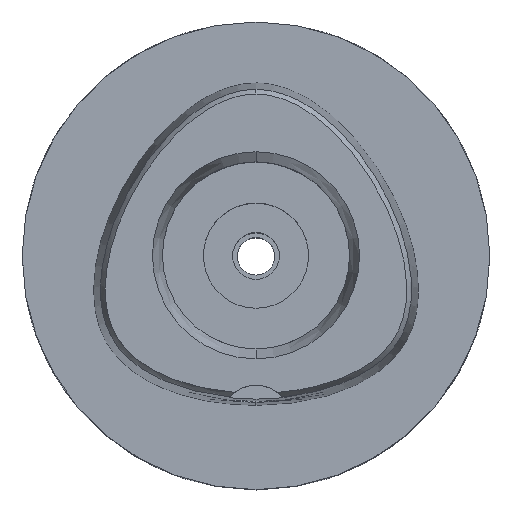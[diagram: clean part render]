
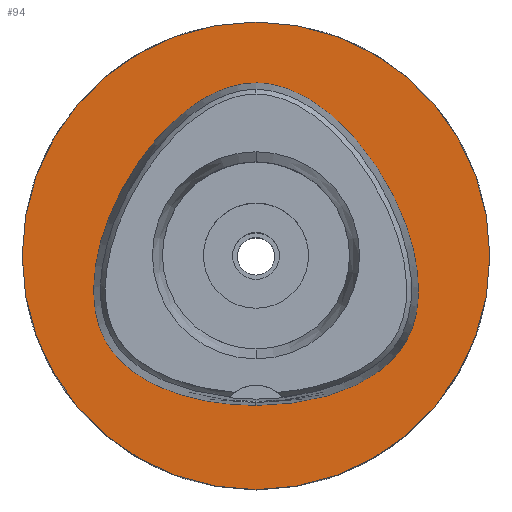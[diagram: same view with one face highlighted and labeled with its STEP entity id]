
A CAD part, top view. The second image highlights one B-rep face of the part: STEP entity #94.
In plain terms, the highlighted planar face has unit normal (0, 0, 1).
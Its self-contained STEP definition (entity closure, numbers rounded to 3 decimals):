
#72 = VERTEX_POINT ( 'NONE', #533 ) ;
#92 = B_SPLINE_CURVE_WITH_KNOTS ( 'NONE', 3,
 ( #3425, #717, #3475, #3071, #4635, #5051, #3152, #359, #4661, #2687, #5027, #4610, #5000, #1089, #386, #1461, #2350, #3045, #3868, #692, #1170, #3838, #5080, #1903, #278 ),
 .UNSPECIFIED., .F., .F.,
 ( 4, 1, 1, 1, 1, 1, 1, 1, 1, 1, 1, 1, 1, 1, 1, 1, 1, 1, 1, 1, 1, 1, 4 ),
 ( 0., 0.042, 0.083, 0.125, 0.167, 0.25, 0.333, 0.417, 0.458, 0.5, 0.542, 0.583, 0.625, 0.646, 0.667, 0.688, 0.708, 0.75, 0.792, 0.833, 0.875, 0.917, 1. ),
 .UNSPECIFIED. ) ;
#94 = ADVANCED_FACE ( 'NONE', ( #2259, #4889 ), #483, .F. ) ;
#168 = CARTESIAN_POINT ( 'NONE',  ( 1.05, 29.575, 0. ) ) ;
#176 = DIRECTION ( 'NONE',  ( 0., 0., -1. ) ) ;
#278 = CARTESIAN_POINT ( 'NONE',  ( 0., -25.575, 0. ) ) ;
#356 = EDGE_CURVE ( 'NONE', #712, #72, #92, .T. ) ;
#359 = CARTESIAN_POINT ( 'NONE',  ( -22.339, 12.897, 0. ) ) ;
#386 = CARTESIAN_POINT ( 'NONE',  ( -26.349, -13.395, 0. ) ) ;
#483 = PLANE ( 'NONE',  #2190 ) ;
#533 = CARTESIAN_POINT ( 'NONE',  ( 0., -25.575, 0. ) ) ;
#557 = CARTESIAN_POINT ( 'NONE',  ( 22.339, 12.897, 0. ) ) ;
#646 = EDGE_LOOP ( 'NONE', ( #3183, #3051 ) ) ;
#689 = CARTESIAN_POINT ( 'NONE',  ( 0., 29.575, 0. ) ) ;
#692 = CARTESIAN_POINT ( 'NONE',  ( -18.55, -21.454, 0. ) ) ;
#712 = VERTEX_POINT ( 'NONE', #689 ) ;
#717 = CARTESIAN_POINT ( 'NONE',  ( -1.05, 29.575, 0. ) ) ;
#748 = EDGE_CURVE ( 'NONE', #72, #712, #3134, .T. ) ;
#796 = CARTESIAN_POINT ( 'NONE',  ( 0., -25.575, 0. ) ) ;
#838 = CIRCLE ( 'NONE', #3739, 40. ) ;
#894 = CARTESIAN_POINT ( 'NONE',  ( 26.349, -13.395, 0. ) ) ;
#968 = CARTESIAN_POINT ( 'NONE',  ( 3.149, 29.34, 0. ) ) ;
#1089 = CARTESIAN_POINT ( 'NONE',  ( -27.101, -11.411, 0. ) ) ;
#1170 = CARTESIAN_POINT ( 'NONE',  ( -15.298, -22.965, 0. ) ) ;
#1296 = AXIS2_PLACEMENT_3D ( 'NONE', #4535, #176, #1848 ) ;
#1298 = EDGE_CURVE ( 'NONE', #4826, #2456, #838, .T. ) ;
#1314 = CARTESIAN_POINT ( 'NONE',  ( 17.753, 19.522, 0. ) ) ;
#1422 = DIRECTION ( 'NONE',  ( 0., 0., -1. ) ) ;
#1461 = CARTESIAN_POINT ( 'NONE',  ( -25.638, -14.802, 0. ) ) ;
#1476 = DIRECTION ( 'NONE',  ( 0., -1., 0. ) ) ;
#1648 = CARTESIAN_POINT ( 'NONE',  ( 15.298, -22.965, 0. ) ) ;
#1741 = CARTESIAN_POINT ( 'NONE',  ( 24.775, -16.122, 0. ) ) ;
#1765 = CARTESIAN_POINT ( 'NONE',  ( 26.772, 1.9, 0. ) ) ;
#1848 = DIRECTION ( 'NONE',  ( 0., -1., 0. ) ) ;
#1903 = CARTESIAN_POINT ( 'NONE',  ( -2.677, -25.575, 0. ) ) ;
#2102 = DIRECTION ( 'NONE',  ( 0., 0., -1. ) ) ;
#2190 = AXIS2_PLACEMENT_3D ( 'NONE', #4427, #2102, #1476 ) ;
#2259 = FACE_OUTER_BOUND ( 'NONE', #646, .T. ) ;
#2285 = CARTESIAN_POINT ( 'NONE',  ( 0., 0., 0. ) ) ;
#2350 = CARTESIAN_POINT ( 'NONE',  ( -24.775, -16.122, 0. ) ) ;
#2399 = CARTESIAN_POINT ( 'NONE',  ( 6.692, -25.245, 0. ) ) ;
#2456 = VERTEX_POINT ( 'NONE', #2688 ) ;
#2495 = CARTESIAN_POINT ( 'NONE',  ( 27.684, -8.752, 0. ) ) ;
#2572 = CARTESIAN_POINT ( 'NONE',  ( 13.218, 24.044, 0. ) ) ;
#2687 = CARTESIAN_POINT ( 'NONE',  ( -26.772, 1.9, 0. ) ) ;
#2688 = CARTESIAN_POINT ( 'NONE',  ( 0., -40., 0. ) ) ;
#2810 = CARTESIAN_POINT ( 'NONE',  ( 11.74, -24.136, 0. ) ) ;
#2834 = CARTESIAN_POINT ( 'NONE',  ( 2.677, -25.575, 0. ) ) ;
#3045 = CARTESIAN_POINT ( 'NONE',  ( -23.433, -17.764, 0. ) ) ;
#3051 = ORIENTED_EDGE ( 'NONE', *, *, #4613, .F. ) ;
#3071 = CARTESIAN_POINT ( 'NONE',  ( -6.262, 28.351, 0. ) ) ;
#3134 = B_SPLINE_CURVE_WITH_KNOTS ( 'NONE', 3,
 ( #796, #2834, #2399, #2810, #1648, #3226, #4014, #3630, #1741, #4525, #894, #4938, #2495, #4139, #3722, #1765, #3698, #557, #1314, #2572, #3775, #4912, #968, #168, #3312 ),
 .UNSPECIFIED., .F., .F.,
 ( 4, 1, 1, 1, 1, 1, 1, 1, 1, 1, 1, 1, 1, 1, 1, 1, 1, 1, 1, 1, 1, 1, 4 ),
 ( 0., 0.083, 0.125, 0.167, 0.208, 0.25, 0.292, 0.313, 0.333, 0.354, 0.375, 0.417, 0.458, 0.5, 0.542, 0.583, 0.667, 0.75, 0.833, 0.875, 0.917, 0.958, 1. ),
 .UNSPECIFIED. ) ;
#3152 = CARTESIAN_POINT ( 'NONE',  ( -17.753, 19.522, 0. ) ) ;
#3183 = ORIENTED_EDGE ( 'NONE', *, *, #1298, .F. ) ;
#3226 = CARTESIAN_POINT ( 'NONE',  ( 18.55, -21.454, 0. ) ) ;
#3303 = EDGE_LOOP ( 'NONE', ( #3628, #3697 ) ) ;
#3312 = CARTESIAN_POINT ( 'NONE',  ( 0., 29.575, 0. ) ) ;
#3355 = CARTESIAN_POINT ( 'NONE',  ( 0., 40., 0. ) ) ;
#3425 = CARTESIAN_POINT ( 'NONE',  ( 0., 29.575, 0. ) ) ;
#3475 = CARTESIAN_POINT ( 'NONE',  ( -3.149, 29.34, 0. ) ) ;
#3628 = ORIENTED_EDGE ( 'NONE', *, *, #356, .F. ) ;
#3630 = CARTESIAN_POINT ( 'NONE',  ( 23.433, -17.764, 0. ) ) ;
#3697 = ORIENTED_EDGE ( 'NONE', *, *, #748, .F. ) ;
#3698 = CARTESIAN_POINT ( 'NONE',  ( 25.209, 6.827, 0. ) ) ;
#3722 = CARTESIAN_POINT ( 'NONE',  ( 27.537, -1.766, 0. ) ) ;
#3739 = AXIS2_PLACEMENT_3D ( 'NONE', #2285, #1422, #4601 ) ;
#3775 = CARTESIAN_POINT ( 'NONE',  ( 9.305, 26.792, 0. ) ) ;
#3838 = CARTESIAN_POINT ( 'NONE',  ( -11.74, -24.136, 0. ) ) ;
#3868 = CARTESIAN_POINT ( 'NONE',  ( -21.421, -19.599, 0. ) ) ;
#4014 = CARTESIAN_POINT ( 'NONE',  ( 21.421, -19.599, 0. ) ) ;
#4139 = CARTESIAN_POINT ( 'NONE',  ( 27.855, -5.338, 0. ) ) ;
#4361 = CIRCLE ( 'NONE', #1296, 40. ) ;
#4427 = CARTESIAN_POINT ( 'NONE',  ( 0., 0., 0. ) ) ;
#4525 = CARTESIAN_POINT ( 'NONE',  ( 25.638, -14.802, 0. ) ) ;
#4535 = CARTESIAN_POINT ( 'NONE',  ( 0., 0., 0. ) ) ;
#4601 = DIRECTION ( 'NONE',  ( 0., 1., 0. ) ) ;
#4610 = CARTESIAN_POINT ( 'NONE',  ( -27.855, -5.338, 0. ) ) ;
#4613 = EDGE_CURVE ( 'NONE', #2456, #4826, #4361, .T. ) ;
#4635 = CARTESIAN_POINT ( 'NONE',  ( -9.305, 26.792, 0. ) ) ;
#4661 = CARTESIAN_POINT ( 'NONE',  ( -25.209, 6.827, 0. ) ) ;
#4826 = VERTEX_POINT ( 'NONE', #3355 ) ;
#4889 = FACE_BOUND ( 'NONE', #3303, .T. ) ;
#4912 = CARTESIAN_POINT ( 'NONE',  ( 6.262, 28.351, 0. ) ) ;
#4938 = CARTESIAN_POINT ( 'NONE',  ( 27.101, -11.411, 0. ) ) ;
#5000 = CARTESIAN_POINT ( 'NONE',  ( -27.684, -8.752, 0. ) ) ;
#5027 = CARTESIAN_POINT ( 'NONE',  ( -27.537, -1.766, 0. ) ) ;
#5051 = CARTESIAN_POINT ( 'NONE',  ( -13.218, 24.044, 0. ) ) ;
#5080 = CARTESIAN_POINT ( 'NONE',  ( -6.692, -25.245, 0. ) ) ;
